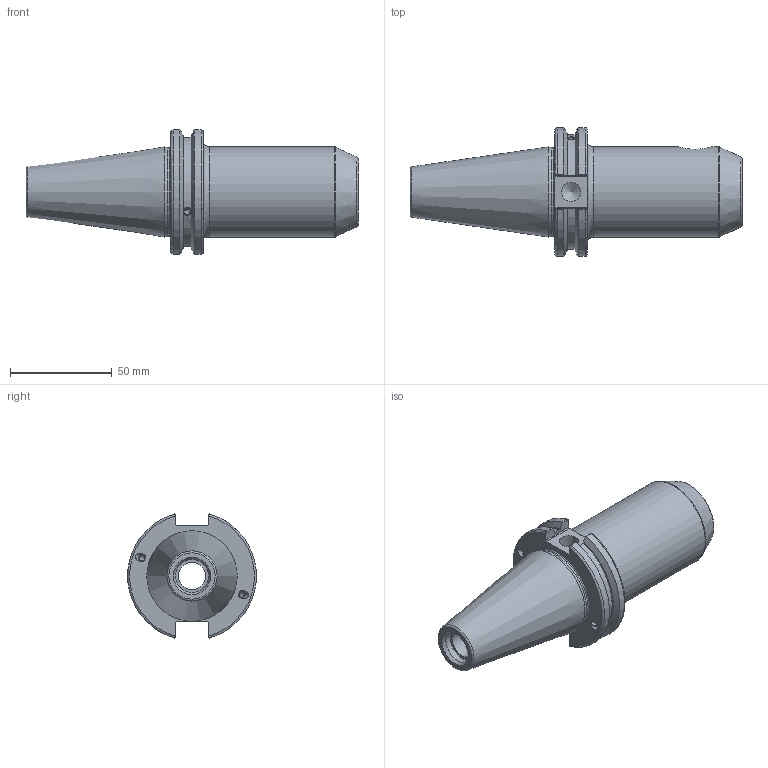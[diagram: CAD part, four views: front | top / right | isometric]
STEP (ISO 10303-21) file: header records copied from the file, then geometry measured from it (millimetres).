
FILE_DESCRIPTION(/* description */ (''),/* implementation_level */ '2;1');
FILE_NAME(/* name */ 'AK010B.stp',/* time_stamp */ '2021-09-06T08:43:31+09:00',/* author */ ('eos'),/* organization */ (''),/* preprocessor_version */ 'ST-DEVELOPER v18.1',/* originating_system */ 'Autodesk Inventor 2020',/* authorisation */ '');
FILE_SCHEMA (('AUTOMOTIVE_DESIGN { 1 0 10303 214 3 1 1 }'));
Length unit declared in the file: millimetre
Products named in the file (1): CAT50
Bounding box: 163.55 x 63.26 x 61.09 mm (x, y, z)
Volume: 190392 mm3; surface area: 35590.9 mm2
Topology: 1 solids, 1 shells, 89 faces, 279 edges, 195 vertices
Faces by surface type: plane 39, cylinder 28, cone 12, torus 10
Full cylindrical faces by diameter (mm): 3.242 x8, 4 x2, 4.2 x2, 9.525 x1, 13.386 x1, 14.351 x1, 16.3 x1, 19.05 x1, 19.65 x1, 43.6 x1, 44.45 x1
Entity records: 3537 total; most frequent: CARTESIAN_POINT 980, ORIENTED_EDGE 552, DIRECTION 528, EDGE_CURVE 276, AXIS2_PLACEMENT_3D 219, VERTEX_POINT 195, CIRCLE 111, EDGE_LOOP 107
